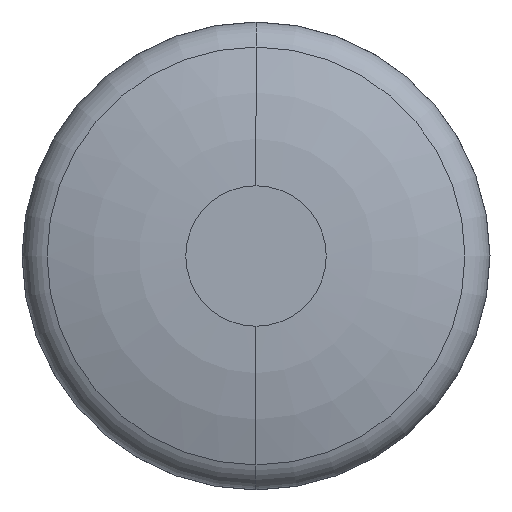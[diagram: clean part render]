
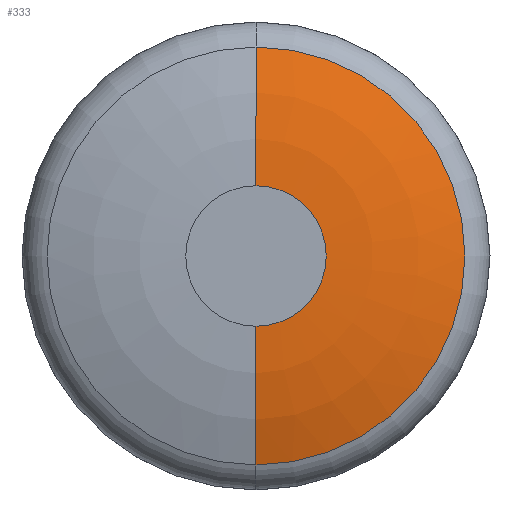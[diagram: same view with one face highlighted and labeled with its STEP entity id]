
A CAD part, front view. The second image highlights one B-rep face of the part: STEP entity #333.
In plain terms, the highlighted toroidal (fillet/blend) face has major radius 0.953 mm and minor radius 5.715 mm.
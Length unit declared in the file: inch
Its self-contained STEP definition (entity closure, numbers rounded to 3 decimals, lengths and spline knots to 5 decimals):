
#28 = AXIS2_PLACEMENT_3D ( 'NONE', #33, #388, #75 ) ;
#32 = DIRECTION ( 'NONE',  ( -1., 0., 0. ) ) ;
#33 = CARTESIAN_POINT ( 'NONE',  ( 0., 0.01255, 0. ) ) ;
#35 = DIRECTION ( 'NONE',  ( 0., -1., 0. ) ) ;
#39 = ORIENTED_EDGE ( 'NONE', *, *, #512, .F. ) ;
#58 = TOROIDAL_SURFACE ( 'NONE', #439, 0.0375, 0.225 ) ;
#67 = CARTESIAN_POINT ( 'NONE',  ( 0., 0.01255, -0.11159 ) ) ;
#72 = VERTEX_POINT ( 'NONE', #67 ) ;
#75 = DIRECTION ( 'NONE',  ( 0., 0., -1. ) ) ;
#81 = CARTESIAN_POINT ( 'NONE',  ( 0., 0.225, -0.0375 ) ) ;
#94 = AXIS2_PLACEMENT_3D ( 'NONE', #151, #144, #325 ) ;
#95 = AXIS2_PLACEMENT_3D ( 'NONE', #504, #35, #391 ) ;
#133 = CIRCLE ( 'NONE', #28, 0.11159 ) ;
#134 = VERTEX_POINT ( 'NONE', #247 ) ;
#144 = DIRECTION ( 'NONE',  ( 1., 0., 0. ) ) ;
#151 = CARTESIAN_POINT ( 'NONE',  ( 0., 0.225, 0.0375 ) ) ;
#171 = ORIENTED_EDGE ( 'NONE', *, *, #415, .F. ) ;
#175 = CARTESIAN_POINT ( 'NONE',  ( 0., 0.225, 0. ) ) ;
#223 = CARTESIAN_POINT ( 'NONE',  ( 0., 0., 0.0375 ) ) ;
#247 = CARTESIAN_POINT ( 'NONE',  ( 0., 0.01255, 0.11159 ) ) ;
#249 = DIRECTION ( 'NONE',  ( 0., 0., 1. ) ) ;
#257 = EDGE_CURVE ( 'NONE', #72, #134, #133, .T. ) ;
#258 = ORIENTED_EDGE ( 'NONE', *, *, #257, .T. ) ;
#262 = VERTEX_POINT ( 'NONE', #223 ) ;
#287 = AXIS2_PLACEMENT_3D ( 'NONE', #81, #32, #249 ) ;
#295 = VERTEX_POINT ( 'NONE', #306 ) ;
#306 = CARTESIAN_POINT ( 'NONE',  ( 0., 0., -0.0375 ) ) ;
#308 = ORIENTED_EDGE ( 'NONE', *, *, #406, .T. ) ;
#325 = DIRECTION ( 'NONE',  ( 0., 0., -1. ) ) ;
#333 = ADVANCED_FACE ( 'NONE', ( #357 ), #58, .T. ) ;
#357 = FACE_OUTER_BOUND ( 'NONE', #437, .T. ) ;
#388 = DIRECTION ( 'NONE',  ( 0., -1., 0. ) ) ;
#391 = DIRECTION ( 'NONE',  ( 0., 0., -1. ) ) ;
#403 = CIRCLE ( 'NONE', #94, 0.225 ) ;
#406 = EDGE_CURVE ( 'NONE', #134, #262, #403, .T. ) ;
#413 = CIRCLE ( 'NONE', #287, 0.225 ) ;
#415 = EDGE_CURVE ( 'NONE', #295, #262, #447, .T. ) ;
#437 = EDGE_LOOP ( 'NONE', ( #258, #308, #171, #39 ) ) ;
#439 = AXIS2_PLACEMENT_3D ( 'NONE', #175, #501, #497 ) ;
#447 = CIRCLE ( 'NONE', #95, 0.0375 ) ;
#497 = DIRECTION ( 'NONE',  ( 0., 0., -1. ) ) ;
#501 = DIRECTION ( 'NONE',  ( 0., -1., 0. ) ) ;
#504 = CARTESIAN_POINT ( 'NONE',  ( 0., 0., 0. ) ) ;
#512 = EDGE_CURVE ( 'NONE', #72, #295, #413, .T. ) ;
